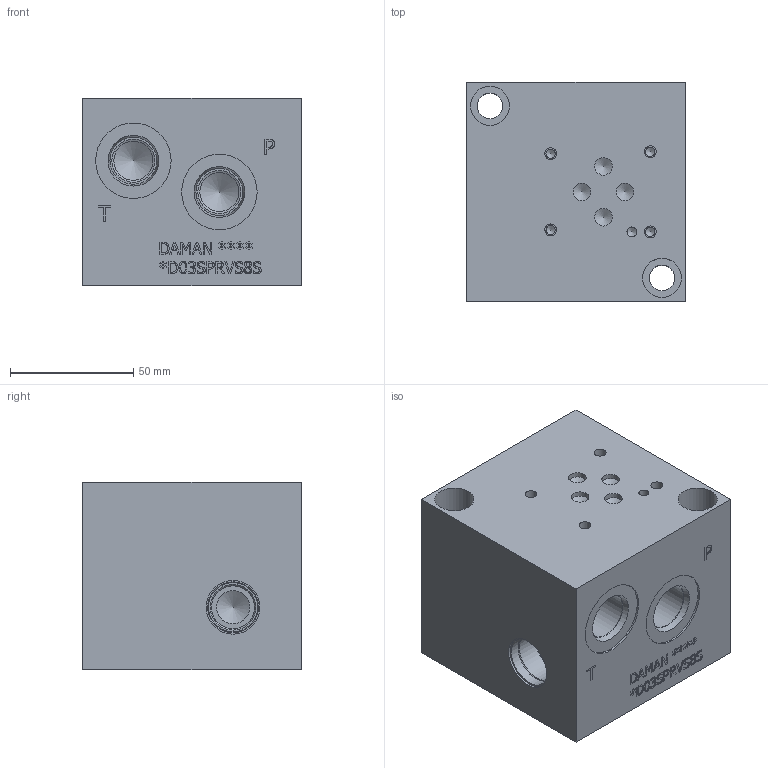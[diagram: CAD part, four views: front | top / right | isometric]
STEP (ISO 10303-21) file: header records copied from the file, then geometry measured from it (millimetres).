
FILE_DESCRIPTION(/* description */ (''),/* implementation_level */ '2;1');
FILE_NAME(/* name */ '_D03SPRVS8S.stp',/* time_stamp */ '2022-01-31T11:44:06-05:00',/* author */ ('bobbyh'),/* organization */ (''),/* preprocessor_version */ 'ST-DEVELOPER v18',/* originating_system */ 'Autodesk Inventor 2020',/* authorisation */ '');
FILE_SCHEMA (('AUTOMOTIVE_DESIGN { 1 0 10303 214 3 1 1 }'));
Length unit declared in the file: millimetre
Products named in the file (1): Part__D03SPRVS8S_3D
Bounding box: 88.9 x 88.9 x 76.2 mm (x, y, z)
Volume: 528032.1 mm3; surface area: 60540.2 mm2
Topology: 1 solids, 1 shells, 563 faces, 1536 edges, 1036 vertices
Faces by surface type: plane 315, bspline 159, cylinder 53, cone 36
Full cylindrical faces by diameter (mm): 3.785 x4, 3.962 x1, 4.826 x4, 7.137 x4, 10.312 x2, 13.487 x1, 15.875 x8, 17.45 x1, 17.501 x6, 18.542 x1, 19.05 x6, 19.253 x6, 19.99 x1, 20.625 x1, 21.819 x1, 30.632 x6
Entity records: 19015 total; most frequent: CARTESIAN_POINT 5187, ORIENTED_EDGE 3040, DIRECTION 2210, EDGE_CURVE 1520, VERTEX_POINT 1036, LINE 1004, VECTOR 1004, EDGE_LOOP 644
